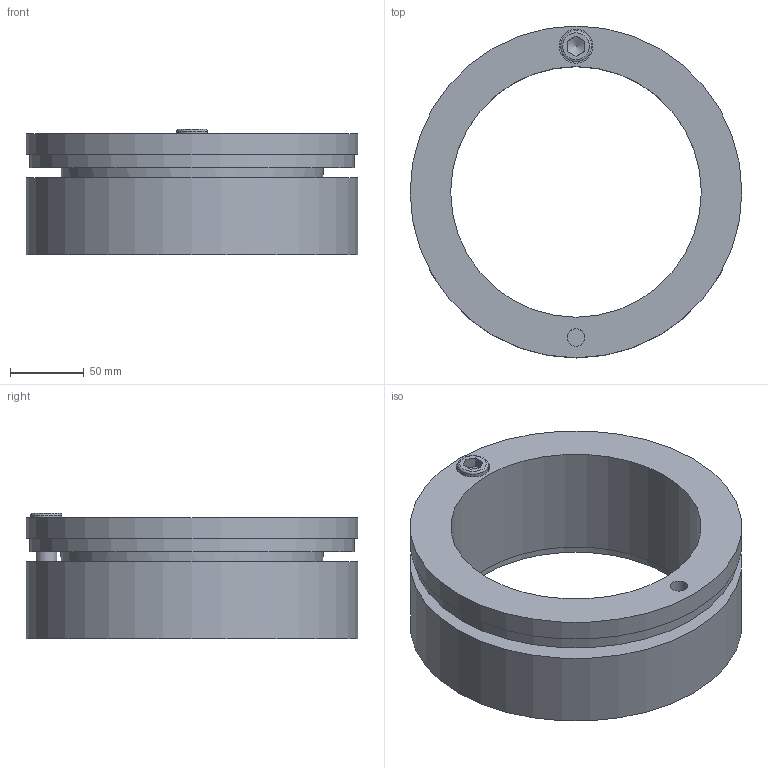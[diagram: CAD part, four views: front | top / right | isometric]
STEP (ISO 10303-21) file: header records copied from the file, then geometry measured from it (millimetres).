
FILE_DESCRIPTION((''),'2;1');
FILE_NAME('BIKON 7000.A-170-225.stp','2011-08-23T16:05:34',('kr'),(''),'Autodesk Inventor 2011','Autodesk Inventor 2011','');
FILE_SCHEMA(('AUTOMOTIVE_DESIGN { 1 0 10303 214 1 1 1 1 }'));
Length unit declared in the file: millimetre
Products named in the file (4): BIKON 7000.A-170-225; Volumenkörper1_3; Volumenkörper2_3; DIN 912 - ersetzt durch DIN EN ISO 4762 M14 x 35
Assembly tree (3 placements, depth 2):
  BIKON 7000.A-170-225
    Volumenkörper1_3
    Volumenkörper2_3
    DIN 912 - ersetzt durch DIN EN ISO 4762 M14 x 35
Bounding box: 225 x 225 x 85 mm (x, y, z)
Volume: 1269913.9 mm3; surface area: 223244.9 mm2
Topology: 3 solids, 3 shells, 32 faces, 65 edges, 43 vertices
Faces by surface type: plane 16, cylinder 10, cone 4, torus 2
Full cylindrical faces by diameter (mm): 11.835 x2, 14 x1, 15.5 x1, 21 x1, 23 x1, 170 x1, 220 x1, 225 x2
Entity records: 865 total; most frequent: DIRECTION 144, CARTESIAN_POINT 135, ORIENTED_EDGE 90, AXIS2_PLACEMENT_3D 66, EDGE_LOOP 62, EDGE_CURVE 45, VERTEX_POINT 39, FACE_OUTER_BOUND 32
